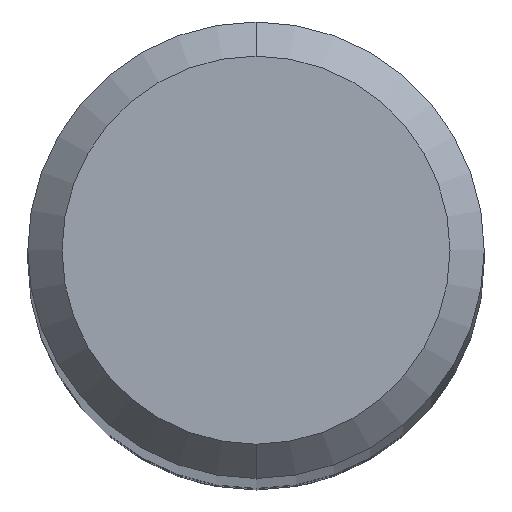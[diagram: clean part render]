
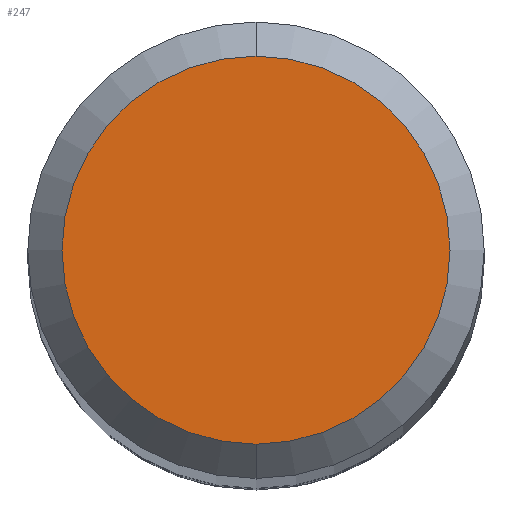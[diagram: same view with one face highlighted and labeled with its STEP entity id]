
A CAD part, top view. The second image highlights one B-rep face of the part: STEP entity #247.
In plain terms, the highlighted planar face has unit normal (0, 0, 1).
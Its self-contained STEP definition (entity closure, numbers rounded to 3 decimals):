
#183=EDGE_CURVE('',#413,#197,#486,.T.);
#197=VERTEX_POINT('',#501);
#199=EDGE_CURVE('',#197,#413,#503,.T.);
#247=ADVANCED_FACE('',(#554),#555,.T.);
#413=VERTEX_POINT('',#745);
#486=CIRCLE('',#829,1.7);
#501=CARTESIAN_POINT('',(0.0,1.7,0.0));
#503=CIRCLE('',#852,1.7);
#554=FACE_OUTER_BOUND('',#965,.T.);
#555=PLANE('',#966);
#745=CARTESIAN_POINT('',(0.,-1.7,0.0));
#829=AXIS2_PLACEMENT_3D('',#1436,#1437,#1438);
#852=AXIS2_PLACEMENT_3D('',#1452,#1453,#1454);
#965=EDGE_LOOP('',(#1502,#1503));
#966=AXIS2_PLACEMENT_3D('',#1504,#1505,#1506);
#1436=CARTESIAN_POINT('',(0.0,0.0,0.0));
#1437=DIRECTION('',(0.0,0.0,-1.0));
#1438=DIRECTION('',(0.0,1.0,0.0));
#1452=CARTESIAN_POINT('',(0.0,0.0,0.0));
#1453=DIRECTION('',(0.0,0.0,-1.0));
#1454=DIRECTION('',(0.0,1.0,0.0));
#1502=ORIENTED_EDGE('',*,*,#199,.F.);
#1503=ORIENTED_EDGE('',*,*,#183,.F.);
#1504=CARTESIAN_POINT('',(0.0,0.85,0.0));
#1505=DIRECTION('',(-0.0,0.0,1.0));
#1506=DIRECTION('',(0.0,-1.0,0.0));
